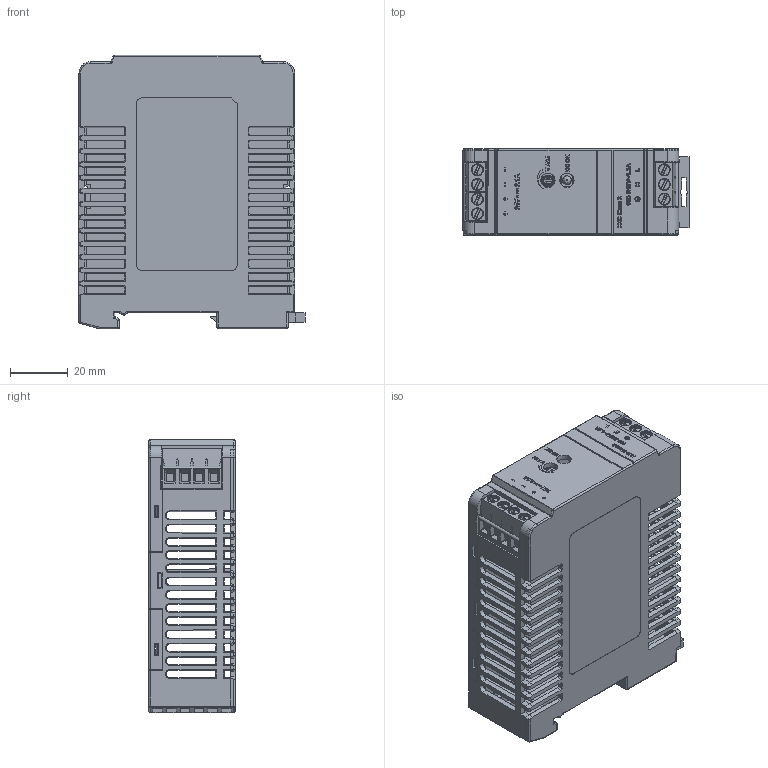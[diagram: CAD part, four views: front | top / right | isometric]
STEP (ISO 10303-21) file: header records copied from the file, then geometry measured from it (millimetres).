
FILE_DESCRIPTION (( 'STEP AP214' ), '1' );
FILE_NAME ('PSV24-50S.STEP', '2018-09-12T22:15:36', ( '' ), ( '' ), 'SwSTEP 2.0', 'SolidWorks 2017', '' );
FILE_SCHEMA (( 'AUTOMOTIVE_DESIGN' ));
Length unit declared in the file: inch
Products named in the file (1): PSV24-50S
Bounding box: 78.6 x 30 x 95.03 mm (x, y, z)
Volume: 48987.1 mm3; surface area: 68052.1 mm2
Topology: 7 solids, 10 shells, 4339 faces, 11181 edges, 6798 vertices
Faces by surface type: plane 2175, cylinder 1073, bspline 496, sphere 242, torus 237, cone 116
Full cylindrical faces by diameter (mm): 2.9 x1, 3.4 x1, 3.5 x1, 3.9 x7, 4 x7, 4.013 x7
Entity records: 145509 total; most frequent: CARTESIAN_POINT 46176, ORIENTED_EDGE 21780, DIRECTION 18457, EDGE_CURVE 10890, LINE 7011, VECTOR 7011, VERTEX_POINT 6747, AXIS2_PLACEMENT_3D 5723
